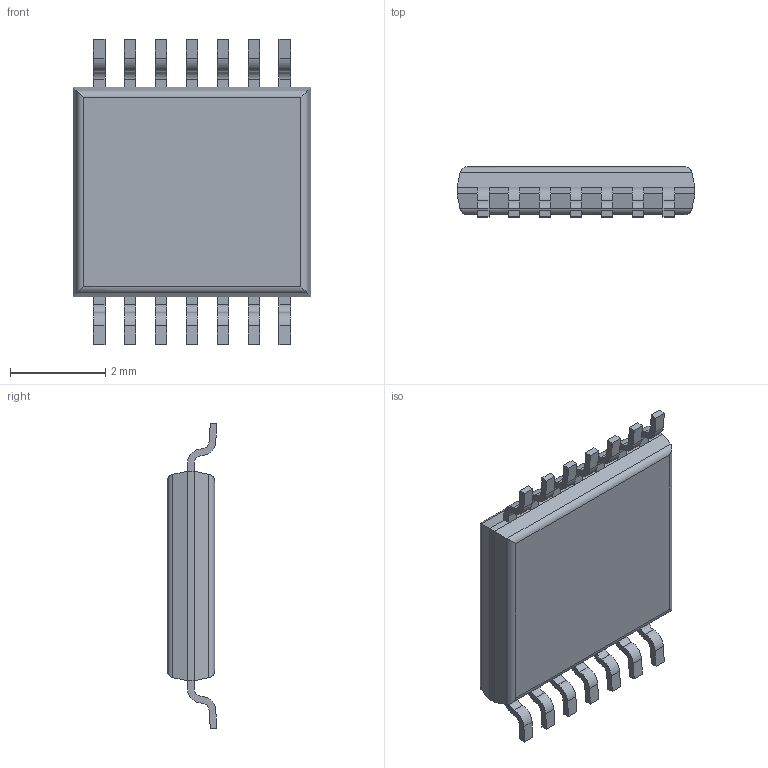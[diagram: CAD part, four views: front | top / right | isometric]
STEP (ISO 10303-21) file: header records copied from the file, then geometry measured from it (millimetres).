
FILE_DESCRIPTION(/* description */ ('Alibre Inc.'),/* implementation_level */ '2;1');
FILE_NAME(/* name */ 'export0',/* time_stamp */ '2010-11-29T16:35:51-08:00',/* author */ (''),/* organization */ (''),/* preprocessor_version */ 'ST-DEVELOPER v10',/* originating_system */ 'Alibre',/* authorisation */ '');
FILE_SCHEMA (('AUTOMOTIVE_DESIGN'));
Length unit declared in the file: centimetre
Bounding box: 5 x 1.05 x 6.41 mm (x, y, z)
Volume: 22.9 mm3; surface area: 97.3 mm2
Topology: 2 solids, 2 shells, 190 faces, 539 edges, 354 vertices
Faces by surface type: plane 125, cylinder 64, torus 1
Entity records: 5811 total; most frequent: ORIENTED_EDGE 1076, CARTESIAN_POINT 1020, DIRECTION 856, EDGE_CURVE 538, VECTOR 372, LINE 372, VERTEX_POINT 354, AXIS2_PLACEMENT_3D 294
